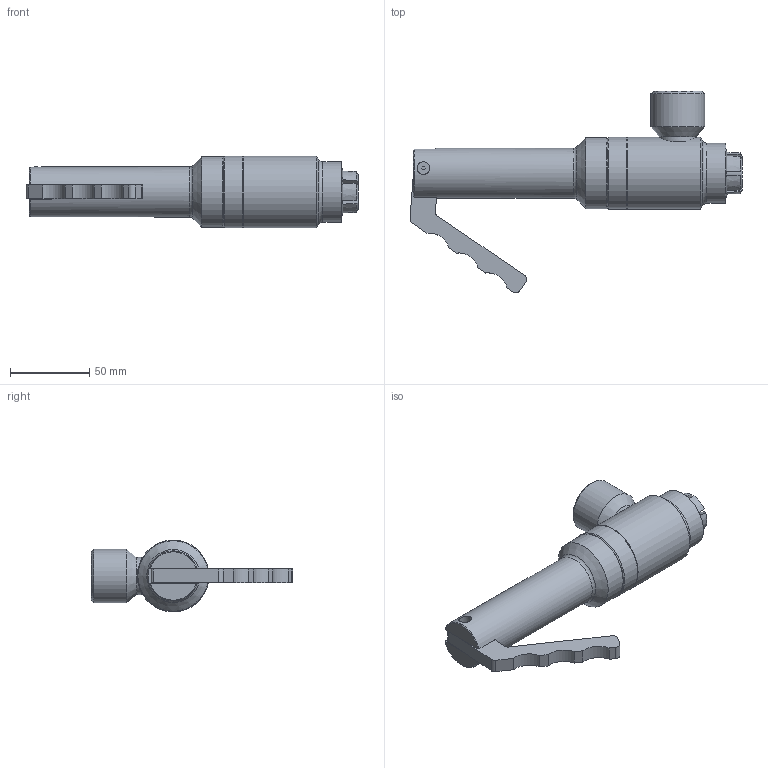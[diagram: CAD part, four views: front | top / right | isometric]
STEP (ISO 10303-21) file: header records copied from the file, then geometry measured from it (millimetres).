
FILE_DESCRIPTION(/* description */ (''),/* implementation_level */ '2;1');
FILE_NAME(/* name */ 'FNL122121 ASSY.stp',/* time_stamp */ '2013-10-28T12:17:24-05:00',/* author */ ('scottg'),/* organization */ ('FasTest,Inc.'),/* preprocessor_version */ 'ST-DEVELOPER v15.2',/* originating_system */ 'Autodesk Inventor 2014',/* authorisation */ '');
FILE_SCHEMA (('AUTOMOTIVE_DESIGN { 1 0 10303 214 3 1 1 }'));
Length unit declared in the file: inch
Products named in the file (3): FNL122121; LR04227 CADMODEL; FNL122121 ASSY
Bounding box: 208.96 x 126.83 x 45.09 mm (x, y, z)
Volume: 245583 mm3; surface area: 40229.2 mm2
Topology: 2 solids, 2 shells, 120 faces, 310 edges, 202 vertices
Faces by surface type: plane 55, cylinder 36, cone 26, torus 3
Full cylindrical faces by diameter (mm): 4.978 x1, 7.95 x1, 22.631 x1, 23.368 x1, 31.496 x1, 33.782 x1, 37.871 x1, 38.1 x2, 44.45 x1, 45.085 x2
Entity records: 3587 total; most frequent: CARTESIAN_POINT 752, DIRECTION 588, ORIENTED_EDGE 548, EDGE_CURVE 274, AXIS2_PLACEMENT_3D 232, VERTEX_POINT 194, EDGE_LOOP 158, LINE 124
